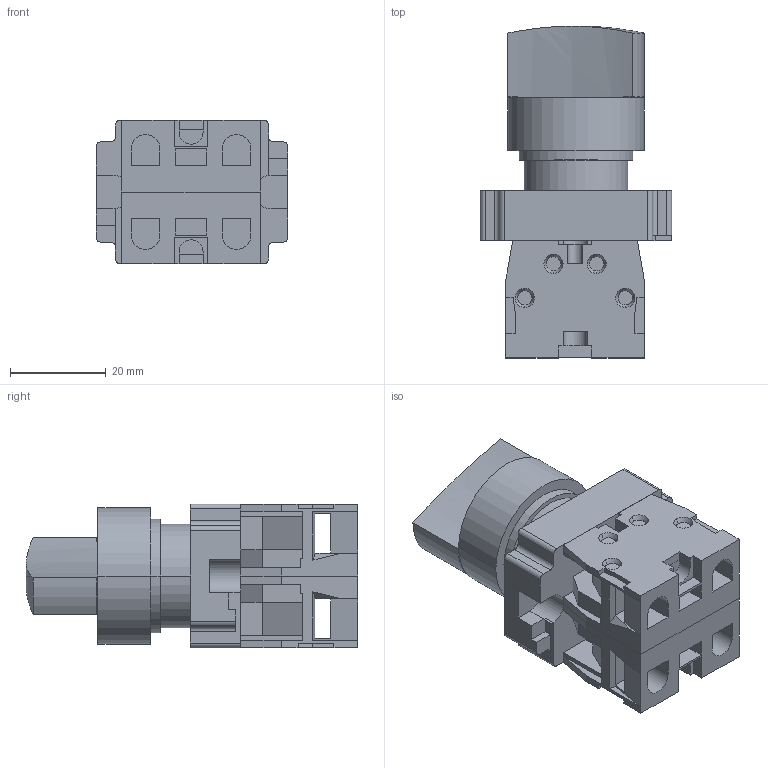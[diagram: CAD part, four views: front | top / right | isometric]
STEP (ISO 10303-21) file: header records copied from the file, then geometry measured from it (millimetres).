
FILE_DESCRIPTION((''),'2;1');
FILE_NAME('ASM0001_ASM','2022-08-24T',('xiaokai.shi'),(''),'PRO/ENGINEER BY PARAMETRIC TECHNOLOGY CORPORATION, 2015440','PRO/ENGINEER BY PARAMETRIC TECHNOLOGY CORPORATION, 2015440','');
FILE_SCHEMA(('CONFIG_CONTROL_DESIGN'));
Length unit declared in the file: millimetre
Products named in the file (3): PRT0001; PRT0002; ASM0001_ASM
Assembly tree (3 placements, depth 2):
  ASM0001_ASM
    PRT0001  x2
    PRT0002
Bounding box: 40 x 69.3 x 30 mm (x, y, z)
Volume: 37114.4 mm3; surface area: 17955 mm2
Topology: 3 solids, 3 shells, 324 faces, 884 edges, 576 vertices
Faces by surface type: plane 260, cylinder 42, cone 16, sphere 4, extrusion 2
Entity records: 7012 total; most frequent: CARTESIAN_POINT 1365, ORIENTED_EDGE 1176, DIRECTION 1120, EDGE_CURVE 588, VECTOR 466, LINE 464, VERTEX_POINT 386, AXIS2_PLACEMENT_3D 327
